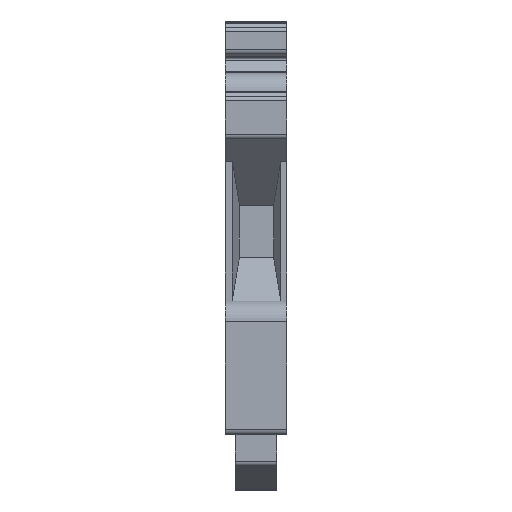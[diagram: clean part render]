
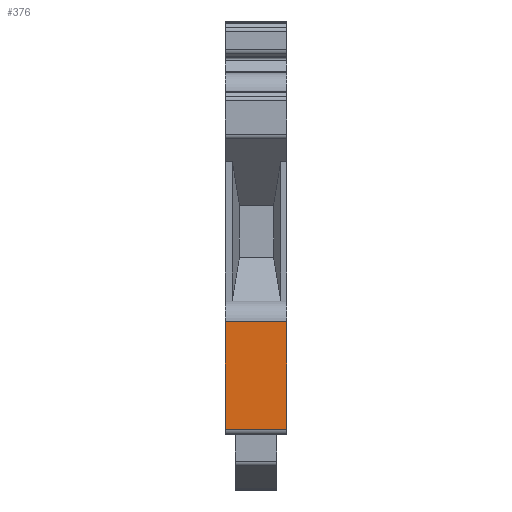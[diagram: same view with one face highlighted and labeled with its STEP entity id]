
A CAD part, left-side view. The second image highlights one B-rep face of the part: STEP entity #376.
In plain terms, the highlighted planar face has unit normal (-1, 0, 0).
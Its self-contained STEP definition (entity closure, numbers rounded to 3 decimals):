
#376 = ADVANCED_FACE( '', ( #840 ), #841, .T. );
#840 = FACE_OUTER_BOUND( '', #1387, .T. );
#841 = PLANE( '', #1388 );
#1387 = EDGE_LOOP( '', ( #2465, #2466, #2467, #2468 ) );
#1388 = AXIS2_PLACEMENT_3D( '', #2469, #2470, #2471 );
#2465 = ORIENTED_EDGE( '', *, *, #3827, .F. );
#2466 = ORIENTED_EDGE( '', *, *, #3828, .F. );
#2467 = ORIENTED_EDGE( '', *, *, #3672, .T. );
#2468 = ORIENTED_EDGE( '', *, *, #3486, .T. );
#2469 = CARTESIAN_POINT( '', ( -27.1, 6., -6.367 ) );
#2470 = DIRECTION( '', ( -1., 0., 0. ) );
#2471 = DIRECTION( '', ( 0., 0., 1. ) );
#3486 = EDGE_CURVE( '', #4248, #4245, #4249, .T. );
#3672 = EDGE_CURVE( '', #4558, #4248, #4559, .T. );
#3827 = EDGE_CURVE( '', #4793, #4245, #4794, .T. );
#3828 = EDGE_CURVE( '', #4558, #4793, #4795, .T. );
#4245 = VERTEX_POINT( '', #5327 );
#4248 = VERTEX_POINT( '', #5330 );
#4249 = LINE( '', #5331, #5332 );
#4558 = VERTEX_POINT( '', #5746 );
#4559 = LINE( '', #5747, #5748 );
#4793 = VERTEX_POINT( '', #6063 );
#4794 = LINE( '', #6064, #6065 );
#4795 = LINE( '', #6066, #6067 );
#5327 = CARTESIAN_POINT( '', ( -27.1, 0., -16.817 ) );
#5330 = CARTESIAN_POINT( '', ( -27.1, 6., -16.817 ) );
#5331 = CARTESIAN_POINT( '', ( -27.1, 6., -16.817 ) );
#5332 = VECTOR( '', #6571, 1000. );
#5746 = CARTESIAN_POINT( '', ( -27.1, 6., -6.367 ) );
#5747 = CARTESIAN_POINT( '', ( -27.1, 6., -6.367 ) );
#5748 = VECTOR( '', #6806, 1000. );
#6063 = CARTESIAN_POINT( '', ( -27.1, 0., -6.367 ) );
#6064 = CARTESIAN_POINT( '', ( -27.1, 0., -6.367 ) );
#6065 = VECTOR( '', #7017, 1000. );
#6066 = CARTESIAN_POINT( '', ( -27.1, 6., -6.367 ) );
#6067 = VECTOR( '', #7018, 1000. );
#6571 = DIRECTION( '', ( 0., -1., 0. ) );
#6806 = DIRECTION( '', ( 0., 0., -1. ) );
#7017 = DIRECTION( '', ( 0., 0., -1. ) );
#7018 = DIRECTION( '', ( 0., -1., 0. ) );
